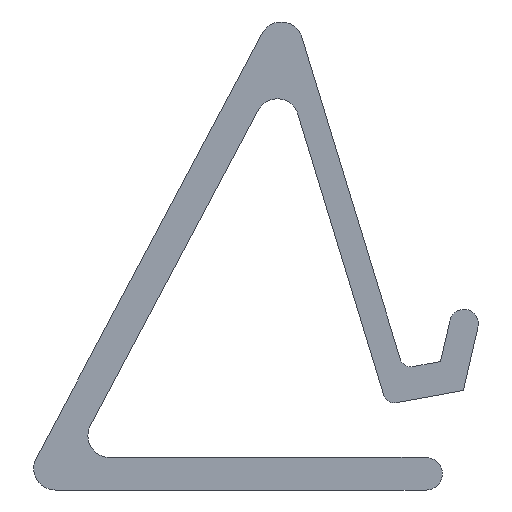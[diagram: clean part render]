
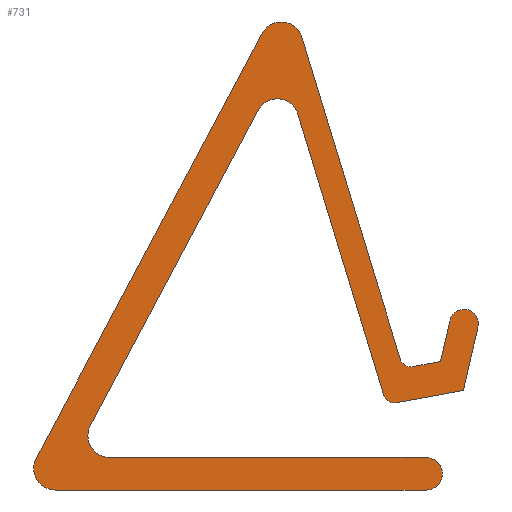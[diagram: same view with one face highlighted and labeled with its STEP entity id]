
A CAD part, front view. The second image highlights one B-rep face of the part: STEP entity #731.
In plain terms, the highlighted planar face has unit normal (0, -1, 0).
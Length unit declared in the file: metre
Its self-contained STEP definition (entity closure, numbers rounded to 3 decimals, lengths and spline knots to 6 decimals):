
#29=CIRCLE('',#789,0.003);
#30=CIRCLE('',#795,0.00265);
#38=CIRCLE('',#809,0.002);
#39=CIRCLE('',#810,0.002);
#40=CIRCLE('',#811,0.004);
#41=CIRCLE('',#812,0.004);
#42=CIRCLE('',#813,0.004);
#43=CIRCLE('',#814,0.004);
#210=ORIENTED_EDGE('',*,*,#346,.T.);
#211=ORIENTED_EDGE('',*,*,#378,.T.);
#212=ORIENTED_EDGE('',*,*,#348,.T.);
#213=ORIENTED_EDGE('',*,*,#352,.T.);
#214=ORIENTED_EDGE('',*,*,#355,.T.);
#215=ORIENTED_EDGE('',*,*,#358,.F.);
#216=ORIENTED_EDGE('',*,*,#363,.T.);
#217=ORIENTED_EDGE('',*,*,#379,.T.);
#218=ORIENTED_EDGE('',*,*,#364,.F.);
#219=ORIENTED_EDGE('',*,*,#380,.T.);
#220=ORIENTED_EDGE('',*,*,#368,.F.);
#221=ORIENTED_EDGE('',*,*,#381,.T.);
#222=ORIENTED_EDGE('',*,*,#280,.F.);
#223=ORIENTED_EDGE('',*,*,#339,.T.);
#224=ORIENTED_EDGE('',*,*,#290,.T.);
#225=ORIENTED_EDGE('',*,*,#382,.T.);
#226=ORIENTED_EDGE('',*,*,#340,.T.);
#227=ORIENTED_EDGE('',*,*,#383,.T.);
#280=EDGE_CURVE('',#388,#389,#460,.T.);
#290=EDGE_CURVE('',#399,#398,#470,.T.);
#339=EDGE_CURVE('',#388,#399,#29,.T.);
#340=EDGE_CURVE('',#428,#429,#502,.T.);
#346=EDGE_CURVE('',#435,#434,#508,.T.);
#348=EDGE_CURVE('',#436,#437,#510,.T.);
#352=EDGE_CURVE('',#437,#440,#514,.T.);
#355=EDGE_CURVE('',#440,#442,#30,.T.);
#358=EDGE_CURVE('',#444,#442,#518,.T.);
#363=EDGE_CURVE('',#444,#447,#523,.T.);
#364=EDGE_CURVE('',#448,#449,#524,.T.);
#368=EDGE_CURVE('',#452,#453,#528,.T.);
#378=EDGE_CURVE('',#434,#436,#38,.F.);
#379=EDGE_CURVE('',#447,#449,#39,.T.);
#380=EDGE_CURVE('',#448,#453,#40,.F.);
#381=EDGE_CURVE('',#452,#389,#41,.F.);
#382=EDGE_CURVE('',#398,#428,#42,.T.);
#383=EDGE_CURVE('',#429,#435,#43,.T.);
#388=VERTEX_POINT('',#1055);
#389=VERTEX_POINT('',#1057);
#398=VERTEX_POINT('',#1076);
#399=VERTEX_POINT('',#1078);
#428=VERTEX_POINT('',#1171);
#429=VERTEX_POINT('',#1172);
#434=VERTEX_POINT('',#1183);
#435=VERTEX_POINT('',#1185);
#436=VERTEX_POINT('',#1189);
#437=VERTEX_POINT('',#1190);
#440=VERTEX_POINT('',#1198);
#442=VERTEX_POINT('',#1204);
#444=VERTEX_POINT('',#1210);
#447=VERTEX_POINT('',#1218);
#448=VERTEX_POINT('',#1222);
#449=VERTEX_POINT('',#1223);
#452=VERTEX_POINT('',#1231);
#453=VERTEX_POINT('',#1232);
#460=LINE('',#1056,#536);
#470=LINE('',#1077,#546);
#502=LINE('',#1170,#578);
#508=LINE('',#1184,#584);
#510=LINE('',#1188,#586);
#514=LINE('',#1197,#590);
#518=LINE('',#1209,#594);
#523=LINE('',#1219,#599);
#524=LINE('',#1221,#600);
#528=LINE('',#1230,#604);
#536=VECTOR('',#835,1.);
#546=VECTOR('',#847,1.);
#578=VECTOR('',#943,1.);
#584=VECTOR('',#951,1.);
#586=VECTOR('',#955,1.);
#590=VECTOR('',#961,1.);
#594=VECTOR('',#973,1.);
#599=VECTOR('',#980,1.);
#600=VECTOR('',#983,1.);
#604=VECTOR('',#989,1.);
#633=EDGE_LOOP('',(#210,#211,#212,#213,#214,#215,#216,#217,#218,#219,#220,
#221,#222,#223,#224,#225,#226,#227));
#671=FACE_BOUND('',#633,.T.);
#705=PLANE('',#808);
#731=ADVANCED_FACE('',(#671),#705,.F.);
#789=AXIS2_PLACEMENT_3D('',#1168,#939,#940);
#795=AXIS2_PLACEMENT_3D('',#1203,#966,#967);
#808=AXIS2_PLACEMENT_3D('',#1245,#1007,#1008);
#809=AXIS2_PLACEMENT_3D('',#1246,#1009,#1010);
#810=AXIS2_PLACEMENT_3D('',#1247,#1011,#1012);
#811=AXIS2_PLACEMENT_3D('',#1248,#1013,#1014);
#812=AXIS2_PLACEMENT_3D('',#1249,#1015,#1016);
#813=AXIS2_PLACEMENT_3D('',#1250,#1017,#1018);
#814=AXIS2_PLACEMENT_3D('',#1251,#1019,#1020);
#835=DIRECTION('',(-1.,0.,0.));
#847=DIRECTION('',(-1.,0.,0.));
#939=DIRECTION('',(0.,-1.,0.));
#940=DIRECTION('',(0.,0.,-1.));
#943=DIRECTION('',(0.469,0.,0.883));
#951=DIRECTION('',(0.292,0.,-0.956));
#955=DIRECTION('',(0.984,0.,0.18));
#961=DIRECTION('',(0.225,0.,0.974));
#966=DIRECTION('',(0.,-1.,0.));
#967=DIRECTION('',(0.,0.,-1.));
#973=DIRECTION('',(0.225,0.,0.974));
#980=DIRECTION('',(-0.984,0.,-0.18));
#983=DIRECTION('',(0.292,0.,-0.956));
#989=DIRECTION('',(0.469,0.,0.883));
#1007=DIRECTION('',(0.,1.,0.));
#1008=DIRECTION('',(1.,0.,0.));
#1009=DIRECTION('',(0.,1.,0.));
#1010=DIRECTION('',(0.,0.,1.));
#1011=DIRECTION('',(0.,1.,0.));
#1012=DIRECTION('',(0.,0.,1.));
#1013=DIRECTION('',(0.,1.,0.));
#1014=DIRECTION('',(0.,0.,1.));
#1015=DIRECTION('',(0.,1.,0.));
#1016=DIRECTION('',(0.,0.,1.));
#1017=DIRECTION('',(0.,1.,0.));
#1018=DIRECTION('',(0.,0.,1.));
#1019=DIRECTION('',(0.,1.,0.));
#1020=DIRECTION('',(0.,0.,1.));
#1055=CARTESIAN_POINT('',(0.075,-0.07,0.));
#1056=CARTESIAN_POINT('',(0.032379,-0.07,0.));
#1057=CARTESIAN_POINT('',(0.006657,-0.07,0.));
#1076=CARTESIAN_POINT('',(0.016643,-0.07,0.006));
#1077=CARTESIAN_POINT('',(0.037372,-0.07,0.006));
#1078=CARTESIAN_POINT('',(0.075,-0.07,0.006));
#1168=CARTESIAN_POINT('',(0.075,-0.07,0.003));
#1170=CARTESIAN_POINT('',(0.029271,-0.07,0.04227));
#1171=CARTESIAN_POINT('',(0.013111,-0.07,0.011878));
#1172=CARTESIAN_POINT('',(0.044023,-0.07,0.070014));
#1183=CARTESIAN_POINT('',(0.067225,-0.07,0.017478));
#1184=CARTESIAN_POINT('',(0.058151,-0.07,0.047158));
#1185=CARTESIAN_POINT('',(0.05138,-0.07,0.069306));
#1188=CARTESIAN_POINT('',(0.074809,-0.07,0.017069));
#1189=CARTESIAN_POINT('',(0.069498,-0.07,0.016096));
#1190=CARTESIAN_POINT('',(0.081872,-0.07,0.018363));
#1197=CARTESIAN_POINT('',(0.083222,-0.07,0.024209));
#1198=CARTESIAN_POINT('',(0.084572,-0.07,0.030055));
#1203=CARTESIAN_POINT('',(0.08199,-0.07,0.030651));
#1204=CARTESIAN_POINT('',(0.079384,-0.07,0.031134));
#1209=CARTESIAN_POINT('',(0.078525,-0.07,0.027413));
#1210=CARTESIAN_POINT('',(0.077666,-0.07,0.023692));
#1218=CARTESIAN_POINT('',(0.072533,-0.07,0.022752));
#1219=CARTESIAN_POINT('',(0.074224,-0.07,0.023061));
#1221=CARTESIAN_POINT('',(0.060038,-0.07,0.05757));
#1222=CARTESIAN_POINT('',(0.052118,-0.07,0.083475));
#1223=CARTESIAN_POINT('',(0.07026,-0.07,0.024134));
#1230=CARTESIAN_POINT('',(0.024647,-0.07,0.046355));
#1231=CARTESIAN_POINT('',(0.003125,-0.07,0.005878));
#1232=CARTESIAN_POINT('',(0.044761,-0.07,0.084183));
#1245=CARTESIAN_POINT('',(0.04232,-0.07,0.04635));
#1246=CARTESIAN_POINT('',(0.069138,-0.07,0.018063));
#1247=CARTESIAN_POINT('',(0.072173,-0.07,0.024719));
#1248=CARTESIAN_POINT('',(0.048293,-0.07,0.082305));
#1249=CARTESIAN_POINT('',(0.006657,-0.07,0.004));
#1250=CARTESIAN_POINT('',(0.016643,-0.07,0.01));
#1251=CARTESIAN_POINT('',(0.047555,-0.07,0.068136));
